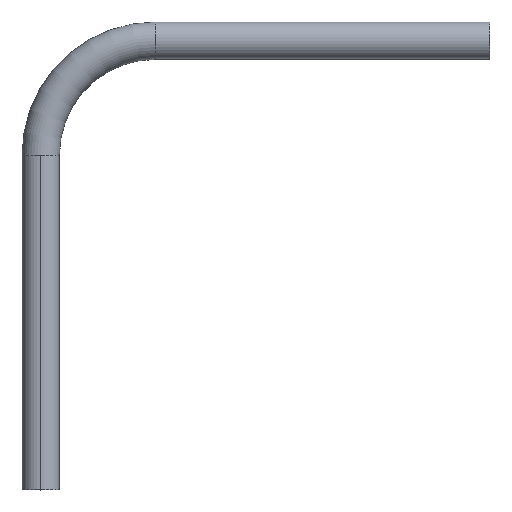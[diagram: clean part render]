
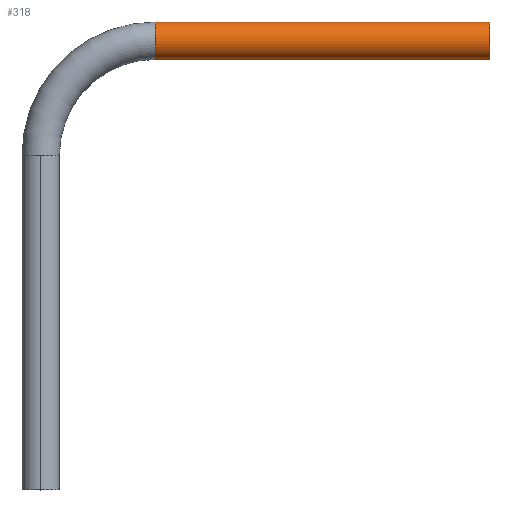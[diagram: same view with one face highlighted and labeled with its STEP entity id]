
A CAD part, top view. The second image highlights one B-rep face of the part: STEP entity #318.
In plain terms, the highlighted cylindrical face has radius 30.15 mm (diameter 60.3 mm), a partial arc.
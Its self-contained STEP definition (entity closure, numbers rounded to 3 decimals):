
#15 = FACE_OUTER_BOUND ( 'NONE', #380, .T. ) ;
#18 = VERTEX_POINT ( 'NONE', #141 ) ;
#21 = VECTOR ( 'NONE', #149, 1000. ) ;
#23 = LINE ( 'NONE', #181, #21 ) ;
#34 = CARTESIAN_POINT ( 'NONE',  ( 185., 694.85, 0. ) ) ;
#35 = CARTESIAN_POINT ( 'NONE',  ( 725., 694.85, 0. ) ) ;
#44 = CYLINDRICAL_SURFACE ( 'NONE', #81, 30.15 ) ;
#45 = EDGE_CURVE ( 'NONE', #170, #254, #486, .T. ) ;
#49 = DIRECTION ( 'NONE',  ( 0., -1., 0. ) ) ;
#62 = DIRECTION ( 'NONE',  ( 0., 1., 0. ) ) ;
#81 = AXIS2_PLACEMENT_3D ( 'NONE', #237, #464, #49 ) ;
#98 = ORIENTED_EDGE ( 'NONE', *, *, #105, .T. ) ;
#101 = CARTESIAN_POINT ( 'NONE',  ( 725., 725., 0. ) ) ;
#105 = EDGE_CURVE ( 'NONE', #170, #18, #23, .T. ) ;
#118 = EDGE_CURVE ( 'NONE', #18, #124, #328, .T. ) ;
#124 = VERTEX_POINT ( 'NONE', #34 ) ;
#141 = CARTESIAN_POINT ( 'NONE',  ( 185., 755.15, 0. ) ) ;
#149 = DIRECTION ( 'NONE',  ( -1., 0., 0. ) ) ;
#151 = CARTESIAN_POINT ( 'NONE',  ( 185., 725., 0. ) ) ;
#161 = CARTESIAN_POINT ( 'NONE',  ( 725., 694.85, 0. ) ) ;
#170 = VERTEX_POINT ( 'NONE', #451 ) ;
#181 = CARTESIAN_POINT ( 'NONE',  ( 725., 755.15, 0. ) ) ;
#201 = LINE ( 'NONE', #161, #353 ) ;
#212 = ORIENTED_EDGE ( 'NONE', *, *, #118, .T. ) ;
#237 = CARTESIAN_POINT ( 'NONE',  ( 725., 725., 0. ) ) ;
#245 = DIRECTION ( 'NONE',  ( 1., 0., 0. ) ) ;
#254 = VERTEX_POINT ( 'NONE', #35 ) ;
#264 = ORIENTED_EDGE ( 'NONE', *, *, #45, .F. ) ;
#268 = AXIS2_PLACEMENT_3D ( 'NONE', #101, #245, #62 ) ;
#276 = AXIS2_PLACEMENT_3D ( 'NONE', #151, #373, #290 ) ;
#290 = DIRECTION ( 'NONE',  ( 0., 1., 0. ) ) ;
#313 = DIRECTION ( 'NONE',  ( -1., 0., 0. ) ) ;
#318 = ADVANCED_FACE ( 'NONE', ( #15 ), #44, .T. ) ;
#328 = CIRCLE ( 'NONE', #276, 30.15 ) ;
#353 = VECTOR ( 'NONE', #313, 1000. ) ;
#354 = EDGE_CURVE ( 'NONE', #254, #124, #201, .T. ) ;
#373 = DIRECTION ( 'NONE',  ( 1., 0., 0. ) ) ;
#380 = EDGE_LOOP ( 'NONE', ( #264, #98, #212, #400 ) ) ;
#400 = ORIENTED_EDGE ( 'NONE', *, *, #354, .F. ) ;
#451 = CARTESIAN_POINT ( 'NONE',  ( 725., 755.15, 0. ) ) ;
#464 = DIRECTION ( 'NONE',  ( -1., 0., 0. ) ) ;
#486 = CIRCLE ( 'NONE', #268, 30.15 ) ;
